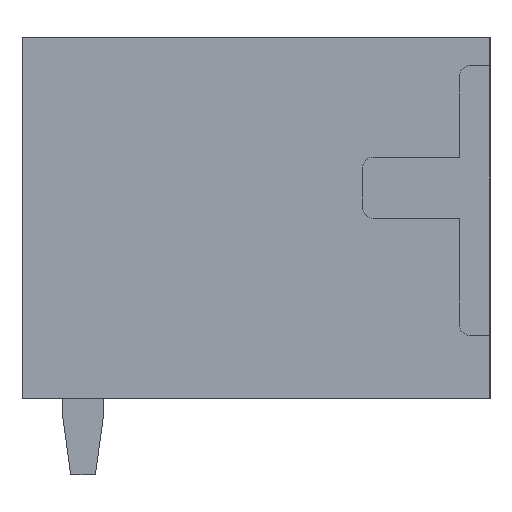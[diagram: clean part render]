
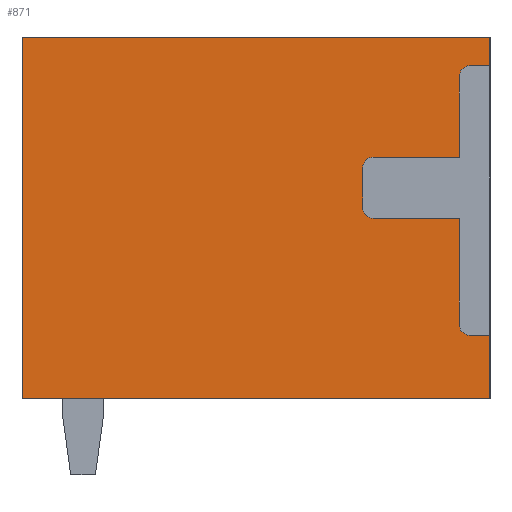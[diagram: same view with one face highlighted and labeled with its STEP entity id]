
A CAD part, left-side view. The second image highlights one B-rep face of the part: STEP entity #871.
In plain terms, the highlighted planar face has unit normal (-1, 0, 0).
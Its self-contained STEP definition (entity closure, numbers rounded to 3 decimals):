
#764=AXIS2_PLACEMENT_3D('Plane Axis2P3D',#761,#762,#763) ;
#787=AXIS2_PLACEMENT_3D('Circle Axis2P3D',#785,#786,$) ;
#808=AXIS2_PLACEMENT_3D('Circle Axis2P3D',#806,#807,$) ;
#822=AXIS2_PLACEMENT_3D('Circle Axis2P3D',#820,#821,$) ;
#843=AXIS2_PLACEMENT_3D('Circle Axis2P3D',#841,#842,$) ;
#77=CARTESIAN_POINT('Vertex',(0.3,0.,8.6)) ;
#80=CARTESIAN_POINT('Line Origine',(0.3,0.,8.32)) ;
#84=CARTESIAN_POINT('Vertex',(0.3,0.,8.04)) ;
#105=CARTESIAN_POINT('Vertex',(0.3,0.,2.74)) ;
#108=CARTESIAN_POINT('Line Origine',(0.3,0.,2.12)) ;
#112=CARTESIAN_POINT('Vertex',(0.3,0.,1.5)) ;
#745=CARTESIAN_POINT('Vertex',(0.3,9.2,8.6)) ;
#748=CARTESIAN_POINT('Line Origine',(0.3,4.6,8.6)) ;
#761=CARTESIAN_POINT('Axis2P3D Location',(0.3,0.,0.)) ;
#766=CARTESIAN_POINT('Line Origine',(0.3,9.2,5.05)) ;
#770=CARTESIAN_POINT('Vertex',(0.3,9.2,1.5)) ;
#773=CARTESIAN_POINT('Line Origine',(0.3,4.6,1.5)) ;
#778=CARTESIAN_POINT('Line Origine',(0.3,0.2,2.74)) ;
#782=CARTESIAN_POINT('Vertex',(0.3,0.4,2.74)) ;
#785=CARTESIAN_POINT('Axis2P3D Location',(0.3,0.4,2.94)) ;
#789=CARTESIAN_POINT('Vertex',(0.3,0.6,2.94)) ;
#792=CARTESIAN_POINT('Line Origine',(0.3,0.6,3.99)) ;
#796=CARTESIAN_POINT('Vertex',(0.3,0.6,5.04)) ;
#799=CARTESIAN_POINT('Line Origine',(0.3,1.45,5.04)) ;
#803=CARTESIAN_POINT('Vertex',(0.3,2.3,5.04)) ;
#806=CARTESIAN_POINT('Axis2P3D Location',(0.3,2.3,5.24)) ;
#810=CARTESIAN_POINT('Vertex',(0.3,2.5,5.24)) ;
#813=CARTESIAN_POINT('Line Origine',(0.3,2.5,5.64)) ;
#817=CARTESIAN_POINT('Vertex',(0.3,2.5,6.04)) ;
#820=CARTESIAN_POINT('Axis2P3D Location',(0.3,2.3,6.04)) ;
#824=CARTESIAN_POINT('Vertex',(0.3,2.3,6.24)) ;
#827=CARTESIAN_POINT('Line Origine',(0.3,1.45,6.24)) ;
#831=CARTESIAN_POINT('Vertex',(0.3,0.6,6.24)) ;
#834=CARTESIAN_POINT('Line Origine',(0.3,0.6,7.04)) ;
#838=CARTESIAN_POINT('Vertex',(0.3,0.6,7.84)) ;
#841=CARTESIAN_POINT('Axis2P3D Location',(0.3,0.4,7.84)) ;
#845=CARTESIAN_POINT('Vertex',(0.3,0.4,8.04)) ;
#848=CARTESIAN_POINT('Line Origine',(0.3,0.2,8.04)) ;
#81=DIRECTION('Vector Direction',(0.,0.,-1.)) ;
#109=DIRECTION('Vector Direction',(0.,0.,-1.)) ;
#749=DIRECTION('Vector Direction',(0.,-1.,0.)) ;
#762=DIRECTION('Axis2P3D Direction',(-1.,0.,0.)) ;
#763=DIRECTION('Axis2P3D XDirection',(0.,-1.,0.)) ;
#767=DIRECTION('Vector Direction',(0.,0.,1.)) ;
#774=DIRECTION('Vector Direction',(0.,1.,0.)) ;
#779=DIRECTION('Vector Direction',(0.,-1.,0.)) ;
#786=DIRECTION('Axis2P3D Direction',(-1.,0.,0.)) ;
#793=DIRECTION('Vector Direction',(0.,0.,-1.)) ;
#800=DIRECTION('Vector Direction',(0.,-1.,0.)) ;
#807=DIRECTION('Axis2P3D Direction',(-1.,0.,0.)) ;
#814=DIRECTION('Vector Direction',(0.,0.,-1.)) ;
#821=DIRECTION('Axis2P3D Direction',(-1.,0.,0.)) ;
#828=DIRECTION('Vector Direction',(0.,1.,0.)) ;
#835=DIRECTION('Vector Direction',(0.,0.,-1.)) ;
#842=DIRECTION('Axis2P3D Direction',(-1.,0.,0.)) ;
#849=DIRECTION('Vector Direction',(0.,1.,0.)) ;
#82=VECTOR('Line Direction',#81,1.) ;
#110=VECTOR('Line Direction',#109,1.) ;
#750=VECTOR('Line Direction',#749,1.) ;
#768=VECTOR('Line Direction',#767,1.) ;
#775=VECTOR('Line Direction',#774,1.) ;
#780=VECTOR('Line Direction',#779,1.) ;
#794=VECTOR('Line Direction',#793,1.) ;
#801=VECTOR('Line Direction',#800,1.) ;
#815=VECTOR('Line Direction',#814,1.) ;
#829=VECTOR('Line Direction',#828,1.) ;
#836=VECTOR('Line Direction',#835,1.) ;
#850=VECTOR('Line Direction',#849,1.) ;
#854=ORIENTED_EDGE('',*,*,#86,.T.) ;
#855=ORIENTED_EDGE('',*,*,#752,.T.) ;
#856=ORIENTED_EDGE('',*,*,#772,.T.) ;
#857=ORIENTED_EDGE('',*,*,#777,.T.) ;
#858=ORIENTED_EDGE('',*,*,#114,.T.) ;
#859=ORIENTED_EDGE('',*,*,#784,.T.) ;
#860=ORIENTED_EDGE('',*,*,#791,.T.) ;
#861=ORIENTED_EDGE('',*,*,#798,.T.) ;
#862=ORIENTED_EDGE('',*,*,#805,.T.) ;
#863=ORIENTED_EDGE('',*,*,#812,.T.) ;
#864=ORIENTED_EDGE('',*,*,#819,.T.) ;
#865=ORIENTED_EDGE('',*,*,#826,.T.) ;
#866=ORIENTED_EDGE('',*,*,#833,.T.) ;
#867=ORIENTED_EDGE('',*,*,#840,.T.) ;
#868=ORIENTED_EDGE('',*,*,#847,.T.) ;
#869=ORIENTED_EDGE('',*,*,#852,.T.) ;
#871=ADVANCED_FACE('HOUSING',(#870),#765,.T.) ;
#788=CIRCLE('generated circle',#787,0.2) ;
#809=CIRCLE('generated circle',#808,0.2) ;
#823=CIRCLE('generated circle',#822,0.2) ;
#844=CIRCLE('generated circle',#843,0.2) ;
#86=EDGE_CURVE('',#85,#78,#83,.F.) ;
#114=EDGE_CURVE('',#113,#106,#111,.F.) ;
#752=EDGE_CURVE('',#78,#746,#751,.F.) ;
#772=EDGE_CURVE('',#746,#771,#769,.F.) ;
#777=EDGE_CURVE('',#771,#113,#776,.F.) ;
#784=EDGE_CURVE('',#106,#783,#781,.F.) ;
#791=EDGE_CURVE('',#783,#790,#788,.F.) ;
#798=EDGE_CURVE('',#790,#797,#795,.F.) ;
#805=EDGE_CURVE('',#797,#804,#802,.F.) ;
#812=EDGE_CURVE('',#804,#811,#809,.F.) ;
#819=EDGE_CURVE('',#811,#818,#816,.F.) ;
#826=EDGE_CURVE('',#818,#825,#823,.F.) ;
#833=EDGE_CURVE('',#825,#832,#830,.F.) ;
#840=EDGE_CURVE('',#832,#839,#837,.F.) ;
#847=EDGE_CURVE('',#839,#846,#844,.F.) ;
#852=EDGE_CURVE('',#846,#85,#851,.F.) ;
#853=EDGE_LOOP('',(#854,#855,#856,#857,#858,#859,#860,#861,#862,#863,#864,#865,#866,#867,#868,#869)) ;
#870=FACE_OUTER_BOUND('',#853,.T.) ;
#83=LINE('Line',#80,#82) ;
#111=LINE('Line',#108,#110) ;
#751=LINE('Line',#748,#750) ;
#769=LINE('Line',#766,#768) ;
#776=LINE('Line',#773,#775) ;
#781=LINE('Line',#778,#780) ;
#795=LINE('Line',#792,#794) ;
#802=LINE('Line',#799,#801) ;
#816=LINE('Line',#813,#815) ;
#830=LINE('Line',#827,#829) ;
#837=LINE('Line',#834,#836) ;
#851=LINE('Line',#848,#850) ;
#765=PLANE('',#764) ;
#78=VERTEX_POINT('',#77) ;
#85=VERTEX_POINT('',#84) ;
#106=VERTEX_POINT('',#105) ;
#113=VERTEX_POINT('',#112) ;
#746=VERTEX_POINT('',#745) ;
#771=VERTEX_POINT('',#770) ;
#783=VERTEX_POINT('',#782) ;
#790=VERTEX_POINT('',#789) ;
#797=VERTEX_POINT('',#796) ;
#804=VERTEX_POINT('',#803) ;
#811=VERTEX_POINT('',#810) ;
#818=VERTEX_POINT('',#817) ;
#825=VERTEX_POINT('',#824) ;
#832=VERTEX_POINT('',#831) ;
#839=VERTEX_POINT('',#838) ;
#846=VERTEX_POINT('',#845) ;
